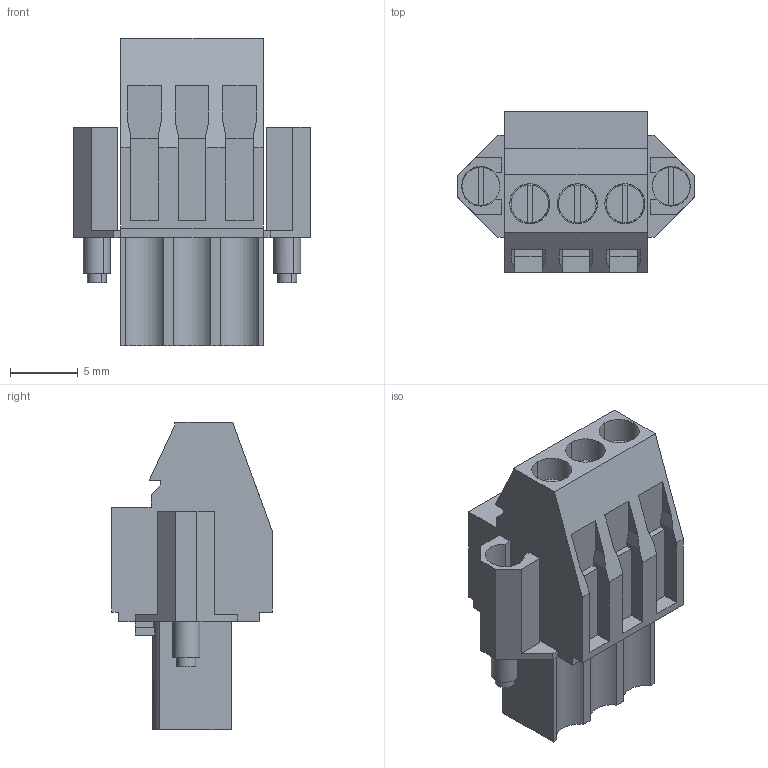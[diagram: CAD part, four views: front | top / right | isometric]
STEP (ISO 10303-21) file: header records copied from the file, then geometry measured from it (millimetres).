
FILE_DESCRIPTION(('CATIA V5 STEP Exchange','CAx-IF Rec.Pracs.--- Model Styling and Organization---1.2---2011-12-15'),'2;1');
FILE_NAME ('D1454068_0_1639250000_1639250000.stp','2017-04-18T08:38:27+00:00',('none'),('Weidmueller'),'CATIA Version 5-6 Release 2014','CATIA V5 STEP AP214','none');
FILE_SCHEMA(('AUTOMOTIVE_DESIGN { 1 0 10303 214 1 1 1 1 }'));
Length unit declared in the file: millimetre
Products named in the file (1): 1639250000
Bounding box: 17.44 x 11.83 x 22.6 mm (x, y, z)
Volume: 1757.4 mm3; surface area: 2003.7 mm2
Topology: 6 solids, 6 shells, 254 faces, 681 edges, 456 vertices
Faces by surface type: plane 209, cylinder 45
Entity records: 7743 total; most frequent: CARTESIAN_POINT 1459, ORIENTED_EDGE 1362, DIRECTION 1125, EDGE_CURVE 681, VECTOR 553, LINE 553, VERTEX_POINT 456, AXIS2_PLACEMENT_3D 344
